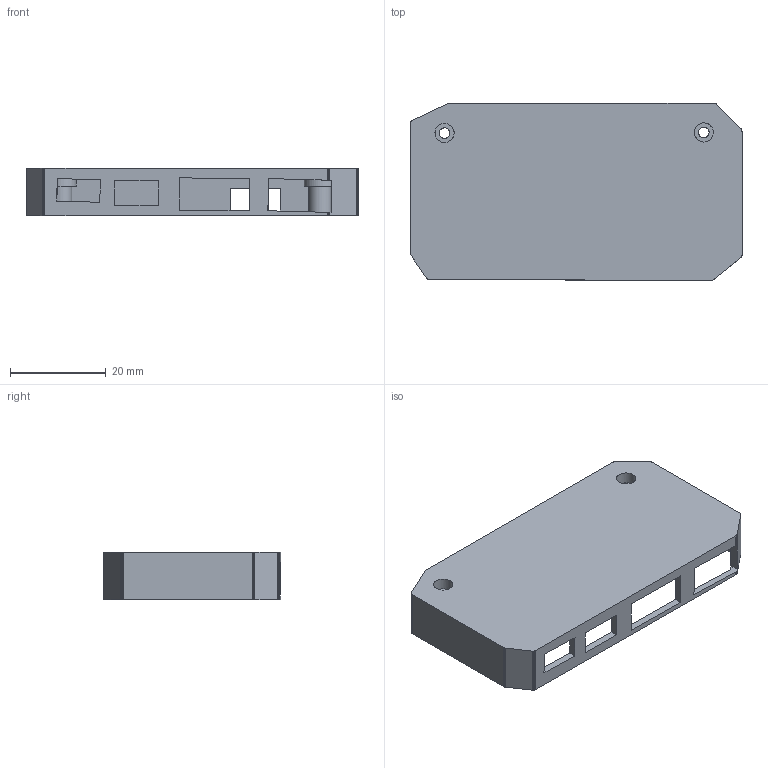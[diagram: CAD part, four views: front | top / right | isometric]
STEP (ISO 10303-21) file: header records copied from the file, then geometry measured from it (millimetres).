
FILE_DESCRIPTION(('Designed by EasyEDA Pro'),'2;1');
FILE_NAME('Open CASCADE Shape Model','2025-07-06T19:22:08',('Author'),( 'Open CASCADE'),'Open CASCADE STEP processor 7.8','Open CASCADE 7.8' ,'Unknown');
FILE_SCHEMA(('AUTOMOTIVE_DESIGN { 1 0 10303 214 1 1 1 1 }'));
Length unit declared in the file: millimetre
Products named in the file (1): Open CASCADE STEP translator 7.8 1
Bounding box: 69.45 x 37.06 x 10 mm (x, y, z)
Volume: 6019.5 mm3; surface area: 8670.6 mm2
Topology: 1 solids, 1 shells, 157 faces, 450 edges, 300 vertices
Faces by surface type: bspline 157
Entity records: 11578 total; most frequent: CARTESIAN_POINT 5681, B_SPLINE_CURVE_WITH_KNOTS 1322, ORIENTED_EDGE 900, PCURVE 900, DEFINITIONAL_REPRESENTATION 900, EDGE_CURVE 450, SURFACE_CURVE 442, VERTEX_POINT 300
